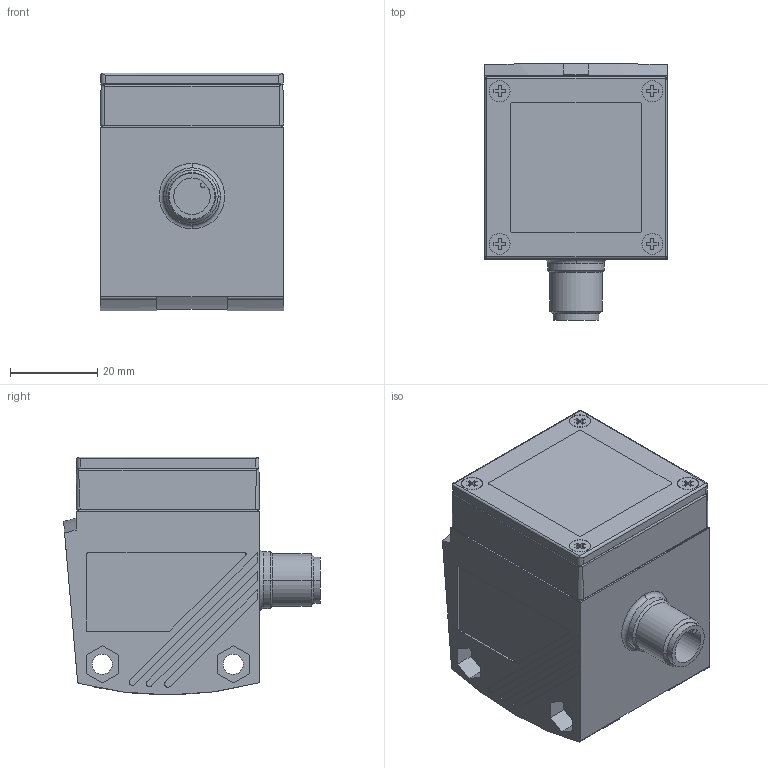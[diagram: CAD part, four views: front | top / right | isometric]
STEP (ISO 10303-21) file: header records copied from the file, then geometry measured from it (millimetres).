
FILE_DESCRIPTION( ( '' ), '1' );
FILE_NAME( 'o1d100_2_03.stp', '2009-03-17T07:14:10', ( '' ), ( '' ), ' ', ' ', ' ' );
FILE_SCHEMA( ( 'CONFIG_CONTROL_DESIGN' ) );
Length unit declared in the file: millimetre
Products named in the file (2): 1; 2
Bounding box: 42 x 58.86 x 54.5 mm (x, y, z)
Volume: 94274.6 mm3; surface area: 18051.7 mm2
Topology: 2 solids, 2 shells, 319 faces, 814 edges, 533 vertices
Faces by surface type: plane 194, cylinder 90, cone 29, torus 6
Entity records: 9933 total; most frequent: CARTESIAN_POINT 1919, DIRECTION 1667, ORIENTED_EDGE 1628, EDGE_CURVE 814, LINE 565, VECTOR 565, AXIS2_PLACEMENT_3D 551, VERTEX_POINT 533
